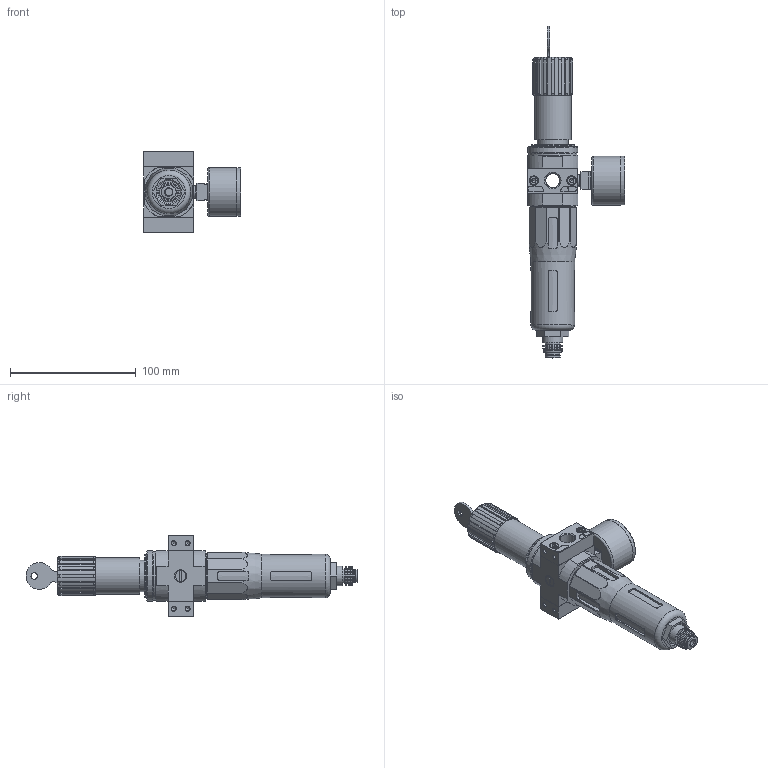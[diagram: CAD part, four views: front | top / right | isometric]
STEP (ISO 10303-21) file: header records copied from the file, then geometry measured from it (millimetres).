
FILE_DESCRIPTION(/* description */ ('STEP AP214'),/* implementation_level */ '2;1');
FILE_NAME(/* name */ '194718_LFRS-1_4-D-5M-MINI-A',/* time_stamp */ '2024-09-04T17:48:52+02:00',/* author */ ('License CC BY-ND 4.0'),/* organization */ ('CADENAS'),/* preprocessor_version */ 'ST-DEVELOPER v19.3',/* originating_system */ 'PARTsolutions',/* authorisation */ ' ');
FILE_SCHEMA (('AUTOMOTIVE_DESIGN {1 0 10303 214 3 1 1}'));
Length unit declared in the file: millimetre
Products named in the file (9): 194718 LFRS-1/4-D-5M-MINI-A; 646274 LFRS-D-5M-MINI-A; 380291 PBL-1/4-D-MINI-R---(0) p1; DIN-912 - M4x16(F); 380289 PBL-1/4-D-MINI-L---(1) p1; 8003637 PAGN-40-16-G18; 398011 LRVS-D-MINI; 373845 LR-MINI; 526489 MS4-LFR-V
Assembly tree (11 placements, depth 2):
  194718 LFRS-1/4-D-5M-MINI-A
    646274 LFRS-D-5M-MINI-A
    380291 PBL-1/4-D-MINI-R---(0) p1
    DIN-912 - M4x16(F)  x4
    380289 PBL-1/4-D-MINI-L---(1) p1
    8003637 PAGN-40-16-G18
    398011 LRVS-D-MINI
    373845 LR-MINI
    526489 MS4-LFR-V
Bounding box: 77.75 x 264.02 x 64 mm (x, y, z)
Volume: 263824.1 mm3; surface area: 54518.7 mm2
Topology: 11 solids, 11 shells, 601 faces, 1437 edges, 908 vertices
Faces by surface type: plane 282, cylinder 176, cone 100, torus 43
Full cylindrical faces by diameter (mm): 3.242 x8, 4 x4, 4.3 x1, 5.1 x1, 5.8 x1, 6 x1, 6.2 x1, 6.9 x1, 7 x4, 8.2 x1, 8.4 x1, 8.566 x2, 9.728 x2, 11 x2, 11.4 x1, 11.445 x2, 11.6 x1, 11.8 x1, 12.2 x1, 15.8 x2, 15.9 x1, 18 x1, 18.7 x1, 24.9 x1, 26 x1, 29 x1, 33.9 x1, 34.376 x1, 34.7 x1, 36 x2
Entity records: 17490 total; most frequent: CARTESIAN_POINT 3207, DIRECTION 2447, ORIENTED_EDGE 2272, EDGE_CURVE 1136, AXIS2_PLACEMENT_3D 960, VERTEX_POINT 818, FACE_BOUND 722, EDGE_LOOP 713
